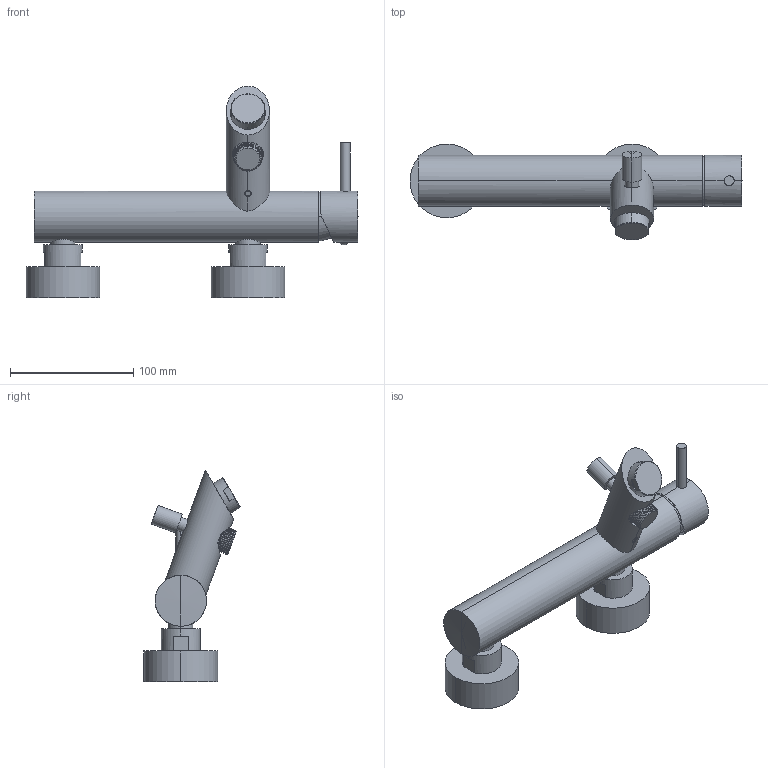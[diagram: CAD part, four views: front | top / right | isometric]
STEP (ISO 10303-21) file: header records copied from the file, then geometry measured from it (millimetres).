
FILE_DESCRIPTION((''),'2;1');
FILE_NAME('LIG022CR','2021-01-14T14:26:34',('ut3'),('PAFFONI SpA'),'CREO PARAMETRIC BY PTC INC, 2020044','CREO PARAMETRIC BY PTC INC, 2020044','');
FILE_SCHEMA(('CONFIG_CONTROL_DESIGN','SHAPE_APPEARANCE_LAYERS_GROUPS'));
Length unit declared in the file: millimetre
Products named in the file (1): LIG022CR
Bounding box: 269.01 x 77.83 x 171.48 mm (x, y, z)
Volume: 523741.1 mm3; surface area: 95640.9 mm2
Topology: 2 solids, 2 shells, 268 faces, 669 edges, 406 vertices
Faces by surface type: cylinder 115, plane 78, cone 63, bspline 8, torus 2, sphere 2
Entity records: 16295 total; most frequent: CARTESIAN_POINT 8177, ORIENTED_EDGE 1290, DIRECTION 1274, EDGE_CURVE 645, AXIS2_PLACEMENT_3D 500, VERTEX_POINT 406, EDGE_LOOP 303, VECTOR 274
